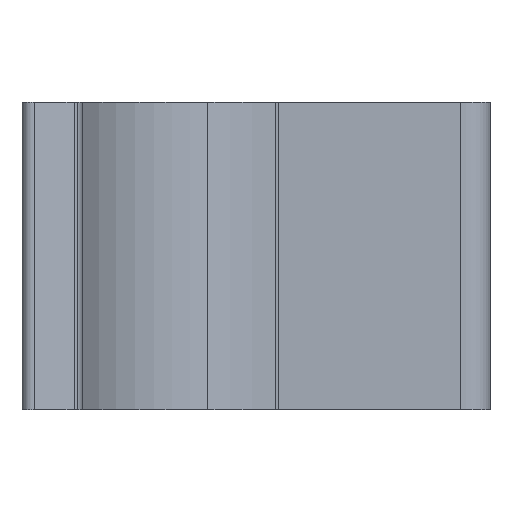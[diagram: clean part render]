
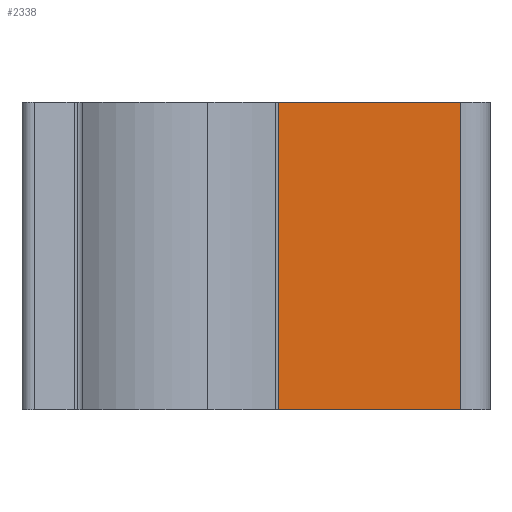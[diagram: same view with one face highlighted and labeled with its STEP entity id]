
A CAD part, left-side view. The second image highlights one B-rep face of the part: STEP entity #2338.
In plain terms, the highlighted planar face has unit normal (-0.999, -0.042, 0).
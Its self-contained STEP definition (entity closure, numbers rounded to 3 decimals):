
#551 = CARTESIAN_POINT ( 'NONE',  ( -2.749, -7.042, -22.177 ) ) ;
#552 = PLANE ( 'NONE',  #2545 ) ;
#561 = DIRECTION ( 'NONE',  ( -0.999, -0.042, 0. ) ) ;
#562 = DIRECTION ( 'NONE',  ( 0.042, -0.999, 0. ) ) ;
#724 = CARTESIAN_POINT ( 'NONE',  ( -2.749, -7.042, 5. ) ) ;
#725 = DIRECTION ( 'NONE',  ( 0.042, -0.999, 0. ) ) ;
#735 = CARTESIAN_POINT ( 'NONE',  ( -2.997, -1.126, -22.177 ) ) ;
#736 = DIRECTION ( 'NONE',  ( 0., 0., 1. ) ) ;
#738 = CARTESIAN_POINT ( 'NONE',  ( -2.749, -7.042, -5. ) ) ;
#747 = DIRECTION ( 'NONE',  ( -0.042, 0.999, 0. ) ) ;
#1020 = CARTESIAN_POINT ( 'NONE',  ( -2.749, -7.042, -22.177 ) ) ;
#1021 = DIRECTION ( 'NONE',  ( 0., 0., 1. ) ) ;
#1223 = FACE_OUTER_BOUND ( 'NONE', #1914, .T. ) ;
#1320 = VECTOR ( 'NONE', #725, 1000. ) ;
#1328 = LINE ( 'NONE', #724, #1320 ) ;
#1337 = LINE ( 'NONE', #735, #1338 ) ;
#1338 = VECTOR ( 'NONE', #736, 1000. ) ;
#1345 = LINE ( 'NONE', #738, #1347 ) ;
#1347 = VECTOR ( 'NONE', #747, 1000. ) ;
#1473 = CARTESIAN_POINT ( 'NONE',  ( -2.749, -7.042, 5. ) ) ;
#1554 = CARTESIAN_POINT ( 'NONE',  ( -2.997, -1.126, 5. ) ) ;
#1563 = CARTESIAN_POINT ( 'NONE',  ( -2.997, -1.126, -5. ) ) ;
#1614 = CARTESIAN_POINT ( 'NONE',  ( -2.749, -7.042, -5. ) ) ;
#1658 = VERTEX_POINT ( 'NONE', #1554 ) ;
#1660 = VERTEX_POINT ( 'NONE', #1563 ) ;
#1704 = VERTEX_POINT ( 'NONE', #1473 ) ;
#1769 = VERTEX_POINT ( 'NONE', #1614 ) ;
#1914 = EDGE_LOOP ( 'NONE', ( #3411, #3414, #3416, #3421 ) ) ;
#2338 = ADVANCED_FACE ( 'NONE', ( #1223 ), #552, .T. ) ;
#2545 = AXIS2_PLACEMENT_3D ( 'NONE', #551, #561, #562 ) ;
#2708 = EDGE_CURVE ( 'NONE', #1658, #1704, #1328, .T. ) ;
#2712 = EDGE_CURVE ( 'NONE', #1660, #1658, #1337, .T. ) ;
#2716 = EDGE_CURVE ( 'NONE', #1769, #1660, #1345, .T. ) ;
#3011 = LINE ( 'NONE', #1020, #3013 ) ;
#3013 = VECTOR ( 'NONE', #1021, 1000. ) ;
#3334 = EDGE_CURVE ( 'NONE', #1769, #1704, #3011, .T. ) ;
#3411 = ORIENTED_EDGE ( 'NONE', *, *, #2716, .F. ) ;
#3414 = ORIENTED_EDGE ( 'NONE', *, *, #3334, .T. ) ;
#3416 = ORIENTED_EDGE ( 'NONE', *, *, #2708, .F. ) ;
#3421 = ORIENTED_EDGE ( 'NONE', *, *, #2712, .F. ) ;
